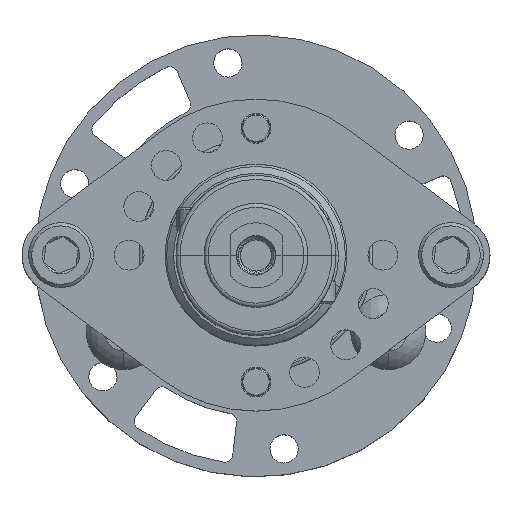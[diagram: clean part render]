
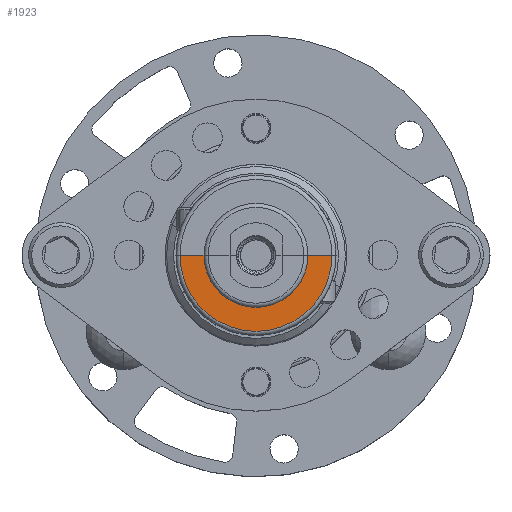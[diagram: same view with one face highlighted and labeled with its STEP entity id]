
A CAD part, top view. The second image highlights one B-rep face of the part: STEP entity #1923.
In plain terms, the highlighted planar face has unit normal (0, 0, 1).
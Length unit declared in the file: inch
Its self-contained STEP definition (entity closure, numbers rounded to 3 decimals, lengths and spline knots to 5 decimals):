
#1923 = ADVANCED_FACE ( 'NONE', ( #8685 ), #9976, .T. ) ;
#2971 = LINE ( 'NONE', #26040, #8873 ) ;
#3433 = VERTEX_POINT ( 'NONE', #16660 ) ;
#3445 = LINE ( 'NONE', #6010, #16835 ) ;
#4349 = DIRECTION ( 'NONE',  ( 0., 0., 1. ) ) ;
#4711 = ORIENTED_EDGE ( 'NONE', *, *, #10589, .T. ) ;
#5204 = AXIS2_PLACEMENT_3D ( 'NONE', #12903, #15631, #8529 ) ;
#5459 = EDGE_CURVE ( 'NONE', #25885, #25469, #18459, .T. ) ;
#6010 = CARTESIAN_POINT ( 'NONE',  ( 0., 0., 0.3475 ) ) ;
#8529 = DIRECTION ( 'NONE',  ( 1., 0., 0. ) ) ;
#8685 = FACE_OUTER_BOUND ( 'NONE', #30588, .T. ) ;
#8873 = VECTOR ( 'NONE', #23476, 39.37008 ) ;
#9976 = PLANE ( 'NONE',  #9995 ) ;
#9995 = AXIS2_PLACEMENT_3D ( 'NONE', #27507, #12288, #17466 ) ;
#10589 = EDGE_CURVE ( 'NONE', #3433, #25885, #3445, .T. ) ;
#10760 = EDGE_CURVE ( 'NONE', #3433, #20656, #26704, .T. ) ;
#12288 = DIRECTION ( 'NONE',  ( 0., 0., 1. ) ) ;
#12848 = EDGE_CURVE ( 'NONE', #25469, #20656, #2971, .T. ) ;
#12903 = CARTESIAN_POINT ( 'NONE',  ( 0., 0., 0.3475 ) ) ;
#12912 = CARTESIAN_POINT ( 'NONE',  ( -0.36531, 0., 0.3475 ) ) ;
#12998 = AXIS2_PLACEMENT_3D ( 'NONE', #19466, #4349, #21970 ) ;
#15631 = DIRECTION ( 'NONE',  ( 0., 0., 1. ) ) ;
#16660 = CARTESIAN_POINT ( 'NONE',  ( -0.25, 0., 0.3475 ) ) ;
#16835 = VECTOR ( 'NONE', #18713, 39.37008 ) ;
#17466 = DIRECTION ( 'NONE',  ( 1., 0., 0. ) ) ;
#18459 = CIRCLE ( 'NONE', #5204, 0.36531 ) ;
#18713 = DIRECTION ( 'NONE',  ( -1., 0., 0. ) ) ;
#19466 = CARTESIAN_POINT ( 'NONE',  ( 0., 0., 0.3475 ) ) ;
#20656 = VERTEX_POINT ( 'NONE', #27692 ) ;
#21029 = CARTESIAN_POINT ( 'NONE',  ( 0.36531, 0., 0.3475 ) ) ;
#21970 = DIRECTION ( 'NONE',  ( 1., 0., 0. ) ) ;
#23476 = DIRECTION ( 'NONE',  ( -1., 0., 0. ) ) ;
#25469 = VERTEX_POINT ( 'NONE', #21029 ) ;
#25885 = VERTEX_POINT ( 'NONE', #12912 ) ;
#26040 = CARTESIAN_POINT ( 'NONE',  ( 0., 0., 0.3475 ) ) ;
#26534 = ORIENTED_EDGE ( 'NONE', *, *, #10760, .F. ) ;
#26704 = CIRCLE ( 'NONE', #12998, 0.25 ) ;
#27507 = CARTESIAN_POINT ( 'NONE',  ( 0., 0., 0.3475 ) ) ;
#27692 = CARTESIAN_POINT ( 'NONE',  ( 0.25, 0., 0.3475 ) ) ;
#30588 = EDGE_LOOP ( 'NONE', ( #4711, #30647, #32057, #26534 ) ) ;
#30647 = ORIENTED_EDGE ( 'NONE', *, *, #5459, .T. ) ;
#32057 = ORIENTED_EDGE ( 'NONE', *, *, #12848, .T. ) ;
